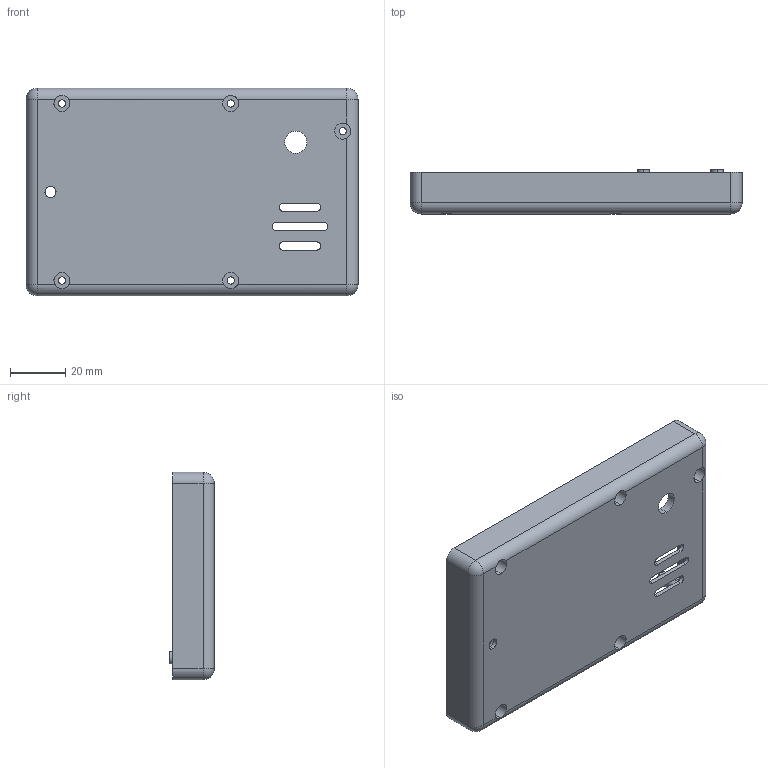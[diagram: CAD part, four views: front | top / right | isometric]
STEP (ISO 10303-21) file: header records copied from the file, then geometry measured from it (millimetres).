
FILE_DESCRIPTION (( 'STEP AP214' ), '1' );
FILE_NAME ('typhone-bottom.STEP', '2015-04-06T15:25:45', ( '' ), ( '' ), 'SwSTEP 2.0', 'SolidWorks 2015', '' );
FILE_SCHEMA (( 'AUTOMOTIVE_DESIGN' ));
Length unit declared in the file: millimetre
Products named in the file (1): typhone-bottom
Bounding box: 120 x 16 x 75 mm (x, y, z)
Volume: 36116.9 mm3; surface area: 30361.9 mm2
Topology: 1 solids, 1 shells, 159 faces, 409 edges, 266 vertices
Faces by surface type: cylinder 84, plane 71, sphere 4
Entity records: 5022 total; most frequent: CARTESIAN_POINT 934, DIRECTION 885, ORIENTED_EDGE 810, EDGE_CURVE 405, AXIS2_PLACEMENT_3D 329, VERTEX_POINT 266, VECTOR 227, LINE 227
